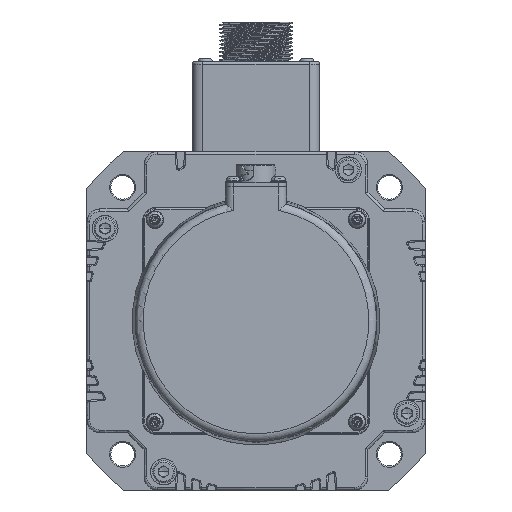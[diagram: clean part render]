
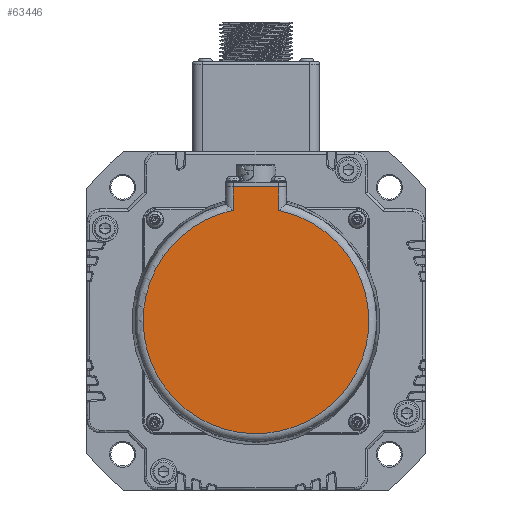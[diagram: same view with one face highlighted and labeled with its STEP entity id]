
A CAD part, front view. The second image highlights one B-rep face of the part: STEP entity #63446.
In plain terms, the highlighted planar face has unit normal (0, -1, 0).
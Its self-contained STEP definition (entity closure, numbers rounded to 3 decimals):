
#58388=CARTESIAN_POINT('',(182.67,-261.5,-13.5));
#58389=VERTEX_POINT('',#58388);
#58397=CARTESIAN_POINT('',(182.67,-261.5,-22.53));
#58398=VERTEX_POINT('',#58397);
#58399=CARTESIAN_POINT('',(182.67,-261.5,-13.5));
#58400=DIRECTION('',(0.,0.,-1.));
#58401=VECTOR('',#58400,9.03);
#58402=LINE('',#58399,#58401);
#58403=EDGE_CURVE('',#58389,#58398,#58402,.T.);
#58422=CARTESIAN_POINT('',(165.33,-261.5,-22.53));
#58423=VERTEX_POINT('',#58422);
#58424=CARTESIAN_POINT('',(182.67,-261.5,-22.53));
#58425=CARTESIAN_POINT('',(188.353,-261.5,-23.69));
#58426=CARTESIAN_POINT('',(193.747,-261.5,-25.98));
#58427=CARTESIAN_POINT('',(203.572,-261.5,-32.724));
#58428=CARTESIAN_POINT('',(207.823,-261.5,-37.21));
#58429=CARTESIAN_POINT('',(214.185,-261.5,-47.641));
#58430=CARTESIAN_POINT('',(216.227,-261.5,-53.466));
#58431=CARTESIAN_POINT('',(217.779,-261.5,-65.652));
#58432=CARTESIAN_POINT('',(217.24,-261.5,-71.879));
#58433=CARTESIAN_POINT('',(213.608,-261.5,-83.648));
#58434=CARTESIAN_POINT('',(210.573,-261.5,-89.062));
#58435=CARTESIAN_POINT('',(202.498,-261.5,-98.22));
#58436=CARTESIAN_POINT('',(197.571,-261.5,-101.88));
#58437=CARTESIAN_POINT('',(186.463,-261.5,-106.968));
#58438=CARTESIAN_POINT('',(180.395,-261.5,-108.31));
#58439=CARTESIAN_POINT('',(168.078,-261.5,-108.381));
#58440=CARTESIAN_POINT('',(161.97,-261.5,-107.098));
#58441=CARTESIAN_POINT('',(150.771,-261.5,-102.099));
#58442=CARTESIAN_POINT('',(145.793,-261.5,-98.472));
#58443=CARTESIAN_POINT('',(137.637,-261.5,-89.375));
#58444=CARTESIAN_POINT('',(134.561,-261.5,-83.999));
#58445=CARTESIAN_POINT('',(130.819,-261.5,-72.26));
#58446=CARTESIAN_POINT('',(130.225,-261.5,-66.021));
#58447=CARTESIAN_POINT('',(131.683,-261.5,-53.802));
#58448=CARTESIAN_POINT('',(133.68,-261.5,-47.957));
#58449=CARTESIAN_POINT('',(139.961,-261.5,-37.477));
#58450=CARTESIAN_POINT('',(144.173,-261.5,-32.961));
#58451=CARTESIAN_POINT('',(154.036,-261.5,-26.072));
#58452=CARTESIAN_POINT('',(159.532,-261.5,-23.714));
#58453=CARTESIAN_POINT('',(165.33,-261.5,-22.53));
#58454=B_SPLINE_CURVE_WITH_KNOTS('',3,(#58424,#58425,#58426,#58427,#58428,#58429,#58430,#58431,#58432,#58433,#58434,#58435,#58436,#58437,#58438,#58439,#58440,#58441,#58442,#58443,#58444,#58445,#58446,#58447,#58448,#58449,#58450,#58451,#58452,#58453),.UNSPECIFIED.,.F.,.U.,(4,2,2,2,2,2,2,2,2,2,2,2,2,2,4),(0.,0.068,0.14,0.211,0.284,0.356,0.427,0.499,0.571,0.643,0.715,0.787,0.859,0.931,1.),.UNSPECIFIED.);
#58455=EDGE_CURVE('',#58398,#58423,#58454,.T.);
#58477=CARTESIAN_POINT('',(165.33,-261.5,-13.5));
#58478=VERTEX_POINT('',#58477);
#58479=CARTESIAN_POINT('',(165.33,-261.5,-22.53));
#58480=DIRECTION('',(0.,0.,1.));
#58481=VECTOR('',#58480,9.03);
#58482=LINE('',#58479,#58481);
#58483=EDGE_CURVE('',#58423,#58478,#58482,.T.);
#63396=CARTESIAN_POINT('',(165.33,-261.5,-13.5));
#63397=DIRECTION('',(1.,0.,0.));
#63398=VECTOR('',#63397,17.34);
#63399=LINE('',#63396,#63398);
#63400=EDGE_CURVE('',#58478,#58389,#63399,.T.);
#63435=CARTESIAN_POINT('',(174.002,-261.5,-61.225));
#63436=DIRECTION('',(0.,0.,-1.));
#63437=DIRECTION('',(0.,-1.,0.));
#63438=AXIS2_PLACEMENT_3D('',#63435,#63437,#63436);
#63439=PLANE('',#63438);
#63440=ORIENTED_EDGE('',*,*,#63400,.F.);
#63441=ORIENTED_EDGE('',*,*,#58483,.F.);
#63442=ORIENTED_EDGE('',*,*,#58455,.F.);
#63443=ORIENTED_EDGE('',*,*,#58403,.F.);
#63444=EDGE_LOOP('',(#63440,#63441,#63442,#63443));
#63445=FACE_OUTER_BOUND('',#63444,.T.);
#63446=ADVANCED_FACE('',(#63445),#63439,.T.);
